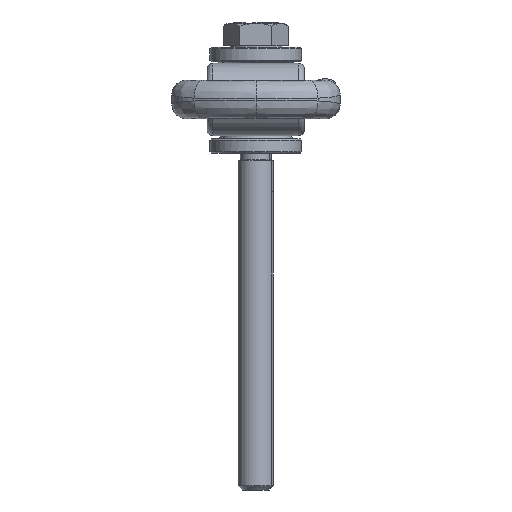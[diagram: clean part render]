
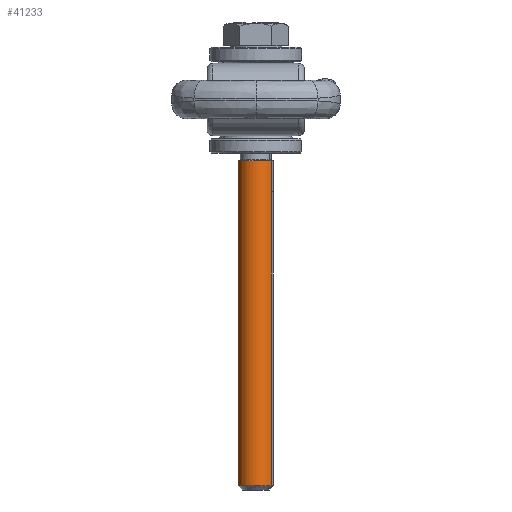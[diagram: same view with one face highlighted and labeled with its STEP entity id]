
A CAD part, left-side view. The second image highlights one B-rep face of the part: STEP entity #41233.
In plain terms, the highlighted cylindrical face has radius 5.997 mm (diameter 11.995 mm), a partial arc.
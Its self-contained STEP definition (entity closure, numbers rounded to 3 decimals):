
#41127=CARTESIAN_POINT('Vertex',(2.875,46.5,5.263)) ;
#41129=CARTESIAN_POINT('Vertex',(-2.875,46.5,-5.263)) ;
#41132=CARTESIAN_POINT('Axis2P3D Location',(0.,46.5,0.)) ;
#41151=CARTESIAN_POINT('Line Origine',(2.875,31.,5.263)) ;
#41155=CARTESIAN_POINT('Vertex',(2.875,57.,5.263)) ;
#41158=CARTESIAN_POINT('Line Origine',(-2.875,31.,-5.263)) ;
#41162=CARTESIAN_POINT('Vertex',(-2.875,57.,-5.263)) ;
#41201=CARTESIAN_POINT('Axis2P3D Location',(0.,31.,0.)) ;
#41206=CARTESIAN_POINT('Line Origine',(-2.875,31.,-5.263)) ;
#41210=CARTESIAN_POINT('Vertex',(-2.875,156.5,-5.263)) ;
#41213=CARTESIAN_POINT('Line Origine',(2.875,31.,5.263)) ;
#41217=CARTESIAN_POINT('Vertex',(2.875,156.5,5.263)) ;
#41220=CARTESIAN_POINT('Axis2P3D Location',(0.,156.5,0.)) ;
#41133=DIRECTION('Axis2P3D Direction',(0.,1.,0.)) ;
#41152=DIRECTION('Vector Direction',(0.,1.,0.)) ;
#41159=DIRECTION('Vector Direction',(0.,1.,0.)) ;
#41202=DIRECTION('Axis2P3D Direction',(0.,1.,0.)) ;
#41203=DIRECTION('Axis2P3D XDirection',(-0.479,0.,-0.878)) ;
#41207=DIRECTION('Vector Direction',(0.,1.,0.)) ;
#41214=DIRECTION('Vector Direction',(0.,1.,0.)) ;
#41221=DIRECTION('Axis2P3D Direction',(0.,1.,0.)) ;
#41134=AXIS2_PLACEMENT_3D('Circle Axis2P3D',#41132,#41133,$) ;
#41204=AXIS2_PLACEMENT_3D('Cylinder Axis2P3D',#41201,#41202,#41203) ;
#41222=AXIS2_PLACEMENT_3D('Circle Axis2P3D',#41220,#41221,$) ;
#41226=ORIENTED_EDGE('',*,*,#41212,.F.) ;
#41227=ORIENTED_EDGE('',*,*,#41164,.T.) ;
#41228=ORIENTED_EDGE('',*,*,#41136,.T.) ;
#41229=ORIENTED_EDGE('',*,*,#41157,.F.) ;
#41230=ORIENTED_EDGE('',*,*,#41219,.T.) ;
#41231=ORIENTED_EDGE('',*,*,#41224,.F.) ;
#41153=VECTOR('Line Direction',#41152,1.) ;
#41160=VECTOR('Line Direction',#41159,1.) ;
#41208=VECTOR('Line Direction',#41207,1.) ;
#41215=VECTOR('Line Direction',#41214,1.) ;
#41233=ADVANCED_FACE('\X2\672C9AD4\X0\.2',(#41232),#41205,.T.) ;
#41135=CIRCLE('generated circle',#41134,5.997) ;
#41223=CIRCLE('generated circle',#41222,5.997) ;
#41205=CYLINDRICAL_SURFACE('generated cylinder',#41204,5.997) ;
#41136=EDGE_CURVE('',#41130,#41128,#41135,.T.) ;
#41157=EDGE_CURVE('',#41156,#41128,#41154,.F.) ;
#41164=EDGE_CURVE('',#41163,#41130,#41161,.F.) ;
#41212=EDGE_CURVE('',#41163,#41211,#41209,.T.) ;
#41219=EDGE_CURVE('',#41156,#41218,#41216,.T.) ;
#41224=EDGE_CURVE('',#41211,#41218,#41223,.T.) ;
#41225=EDGE_LOOP('',(#41226,#41227,#41228,#41229,#41230,#41231)) ;
#41232=FACE_OUTER_BOUND('',#41225,.T.) ;
#41154=LINE('Line',#41151,#41153) ;
#41161=LINE('Line',#41158,#41160) ;
#41209=LINE('Line',#41206,#41208) ;
#41216=LINE('Line',#41213,#41215) ;
#41128=VERTEX_POINT('',#41127) ;
#41130=VERTEX_POINT('',#41129) ;
#41156=VERTEX_POINT('',#41155) ;
#41163=VERTEX_POINT('',#41162) ;
#41211=VERTEX_POINT('',#41210) ;
#41218=VERTEX_POINT('',#41217) ;
